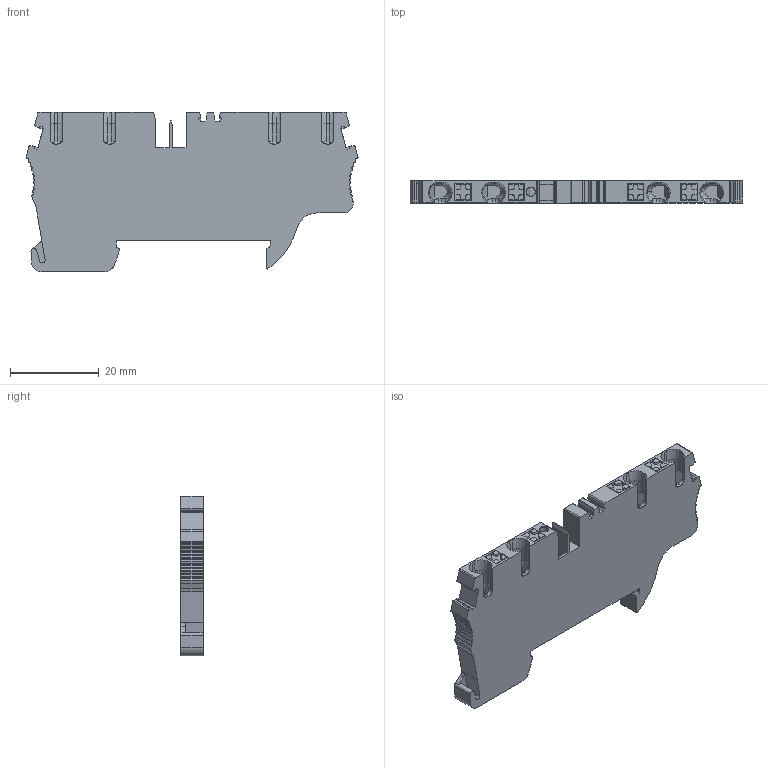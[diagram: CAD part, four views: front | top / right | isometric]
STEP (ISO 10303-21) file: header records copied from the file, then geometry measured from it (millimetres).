
FILE_DESCRIPTION(/* description */ ('Unknown'),/* implementation_level */ '2;1');
FILE_NAME(/* name */ 'PEQ2_5_2X2_3D_SOLID',/* time_stamp */ '2021-04-29T12:32:18+05:00',/* author */ ('Unknown'),/* organization */ ('Unknown'),/* preprocessor_version */ 'ST-DEVELOPER v16.7',/* originating_system */ 'DEX',/* authorisation */ $);
FILE_SCHEMA (('AUTOMOTIVE_DESIGN {1 0 10303 214 3 1 1}'));
Length unit declared in the file: millimetre
Products named in the file (1): PEQ2_5_2X2_SOLID
Bounding box: 74.74 x 5 x 36 mm (x, y, z)
Volume: 9339.8 mm3; surface area: 6493.3 mm2
Topology: 1 solids, 1 shells, 390 faces, 1104 edges, 725 vertices
Faces by surface type: plane 235, cylinder 122, cone 33
Full cylindrical faces by diameter (mm): 1.95 x1
Entity records: 15440 total; most frequent: CARTESIAN_POINT 2418, ORIENTED_EDGE 2202, DIRECTION 2121, EDGE_CURVE 1101, LINE 741, VECTOR 741, VERTEX_POINT 724, AXIS2_PLACEMENT_3D 690
